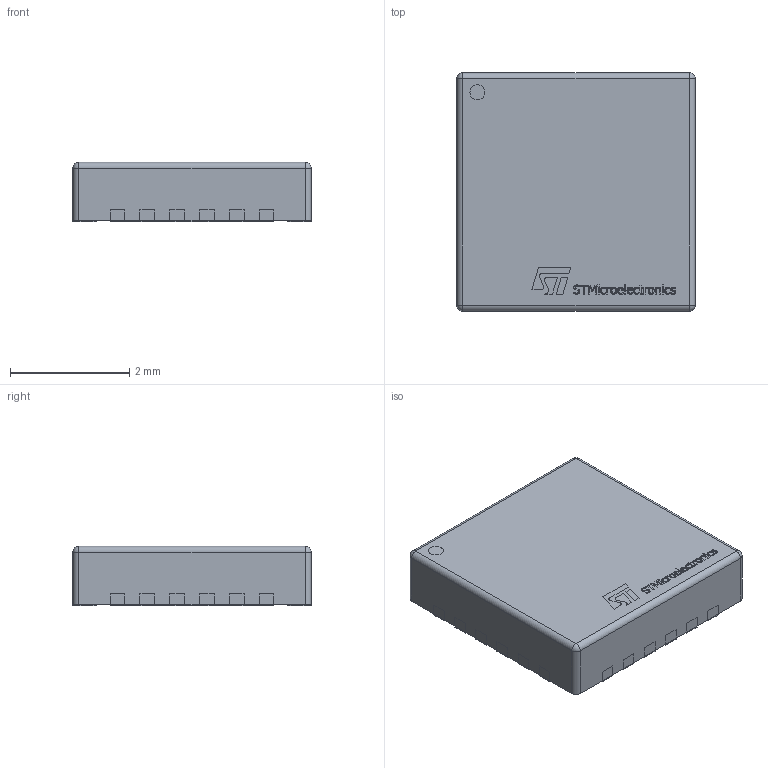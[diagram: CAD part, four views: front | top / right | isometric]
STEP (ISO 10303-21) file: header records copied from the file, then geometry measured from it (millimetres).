
FILE_DESCRIPTION(/* description */ (''),/* implementation_level */ '2;1');
FILE_NAME(/* name */ '1.stp',/* time_stamp */ '2020-07-28T14:15:35+02:00',/* author */ ('Karem'),/* organization */ (''),/* preprocessor_version */ 'ST-DEVELOPER v15.6',/* originating_system */ 'Autodesk Inventor 2015',/* authorisation */ '');
FILE_SCHEMA (('AUTOMOTIVE_DESIGN { 1 0 10303 214 3 1 1 }'));
Length unit declared in the file: millimetre
Products named in the file (4): body; pads; name; 1
Bounding box: 4 x 4 x 1 mm (x, y, z)
Surface area: 75.6 mm2
Topology: 50 solids, 50 shells, 477 faces, 1119 edges, 742 vertices
Faces by surface type: plane 303, bspline 129, cylinder 41, sphere 4
Full cylindrical faces by diameter (mm): 0.251 x1
Entity records: 14257 total; most frequent: CARTESIAN_POINT 4021, ORIENTED_EDGE 2236, DIRECTION 1652, EDGE_CURVE 1118, LINE 778, VECTOR 778, VERTEX_POINT 742, EDGE_LOOP 486
